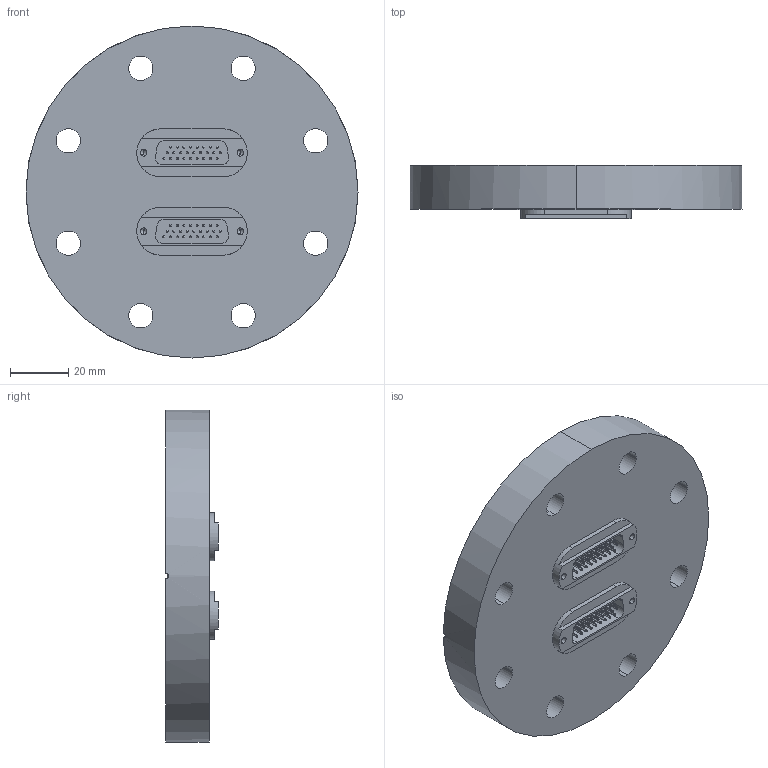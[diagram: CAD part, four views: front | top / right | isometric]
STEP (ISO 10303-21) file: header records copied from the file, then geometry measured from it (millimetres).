
FILE_DESCRIPTION (( 'STEP AP214' ), '1' );
FILE_NAME ('210-HD26-C63-2.STEP', '2016-03-10T15:11:35', ( 'allectra' ), ( 'Microsoft' ), 'SwSTEP 2.0', 'SolidWorks 2014', '' );
FILE_SCHEMA (( 'AUTOMOTIVE_DESIGN' ));
Length unit declared in the file: millimetre
Products named in the file (60): 9210-PIN-FENI-0.7; 9210-D15-C63-2_DN63; 9218-HDX-SS_26 pol. 0,7mm Bohrung; 218-HDX-SS_218-HD26-SS; 9210-PIN-FENI-0.7_vergoldet; 210-HD26-C63-2; 9218-HDX-SS; 9210-D15-C63-2
Assembly tree (30 placements, depth 3):
  9210-PIN-FENI-0.7
  9210-PIN-FENI-0.7
  9210-PIN-FENI-0.7
  9210-PIN-FENI-0.7
  9210-PIN-FENI-0.7
Bounding box: 114.3 x 18.2 x 114.3 mm (x, y, z)
Volume: 137258.9 mm3; surface area: 38896.5 mm2
Topology: 55 solids, 55 shells, 448 faces, 1288 edges, 844 vertices
Faces by surface type: cylinder 274, sphere 104, plane 50, cone 20
Entity records: 5843 total; most frequent: DIRECTION 942, CARTESIAN_POINT 874, ORIENTED_EDGE 764, AXIS2_PLACEMENT_3D 386, EDGE_CURVE 382, VERTEX_POINT 252, EDGE_LOOP 222, CIRCLE 208
